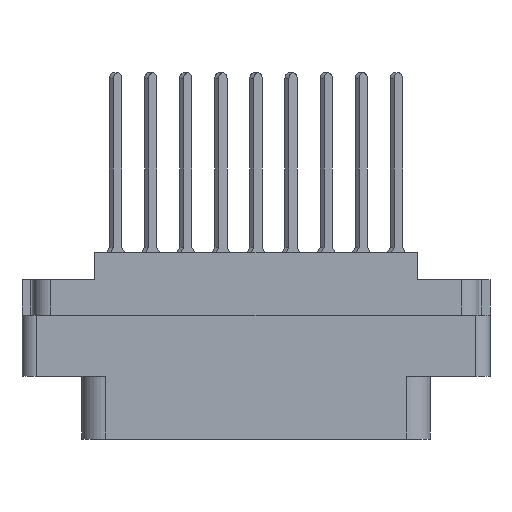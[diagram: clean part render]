
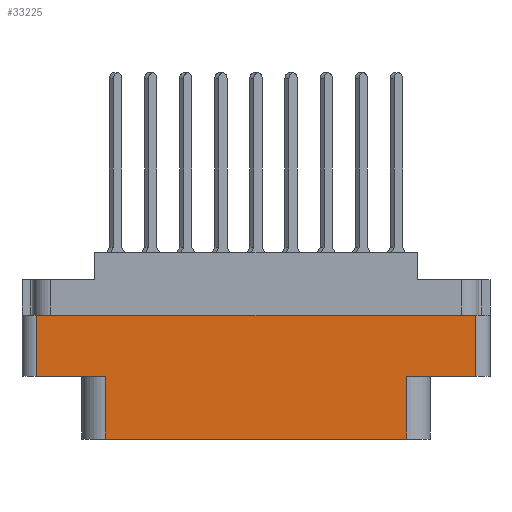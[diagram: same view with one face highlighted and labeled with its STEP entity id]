
A CAD part, front view. The second image highlights one B-rep face of the part: STEP entity #33225.
In plain terms, the highlighted planar face has unit normal (0, -1, 0).
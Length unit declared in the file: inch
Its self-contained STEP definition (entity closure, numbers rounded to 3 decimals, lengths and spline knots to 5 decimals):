
#917 = DIRECTION ( 'NONE',  ( 1., 0., 0. ) ) ;
#1589 = LINE ( 'NONE', #24948, #29789 ) ;
#1604 = VERTEX_POINT ( 'NONE', #31521 ) ;
#4157 = DIRECTION ( 'NONE',  ( 1., 0., 0. ) ) ;
#4462 = ORIENTED_EDGE ( 'NONE', *, *, #33385, .T. ) ;
#4782 = VERTEX_POINT ( 'NONE', #19557 ) ;
#5145 = DIRECTION ( 'NONE',  ( 0., 0., 1. ) ) ;
#5531 = EDGE_CURVE ( 'NONE', #20231, #16058, #22283, .T. ) ;
#6620 = DIRECTION ( 'NONE',  ( 0., 0., -1. ) ) ;
#6804 = FACE_OUTER_BOUND ( 'NONE', #28695, .T. ) ;
#7223 = VECTOR ( 'NONE', #4157, 39.37008 ) ;
#7364 = LINE ( 'NONE', #23728, #27658 ) ;
#7694 = ORIENTED_EDGE ( 'NONE', *, *, #20664, .F. ) ;
#8997 = CARTESIAN_POINT ( 'NONE',  ( -0.644, -0.438, -0.529 ) ) ;
#9347 = CARTESIAN_POINT ( 'NONE',  ( -0.938, -0.438, -0.268 ) ) ;
#9914 = CARTESIAN_POINT ( 'NONE',  ( 0., -0.438, -0.529 ) ) ;
#11342 = CARTESIAN_POINT ( 'NONE',  ( -0.938, -0.438, -0.798 ) ) ;
#12140 = CARTESIAN_POINT ( 'NONE',  ( -0.938, -0.438, -0.529 ) ) ;
#12633 = VERTEX_POINT ( 'NONE', #27514 ) ;
#13121 = CARTESIAN_POINT ( 'NONE',  ( -0.938, -0.438, -0.798 ) ) ;
#13122 = CARTESIAN_POINT ( 'NONE',  ( -0.644, -0.438, -0.529 ) ) ;
#13125 = AXIS2_PLACEMENT_3D ( 'NONE', #13121, #21523, #21627 ) ;
#13432 = VERTEX_POINT ( 'NONE', #9347 ) ;
#13451 = EDGE_CURVE ( 'NONE', #16058, #1604, #14583, .T. ) ;
#13919 = EDGE_CURVE ( 'NONE', #20231, #13432, #25099, .T. ) ;
#14583 = LINE ( 'NONE', #8997, #32689 ) ;
#15059 = ORIENTED_EDGE ( 'NONE', *, *, #18742, .F. ) ;
#15252 = VERTEX_POINT ( 'NONE', #24551 ) ;
#15642 = CARTESIAN_POINT ( 'NONE',  ( 0., -0.438, -0.529 ) ) ;
#16058 = VERTEX_POINT ( 'NONE', #13122 ) ;
#16059 = VERTEX_POINT ( 'NONE', #35707 ) ;
#17846 = CARTESIAN_POINT ( 'NONE',  ( -1., -0.438, -0.268 ) ) ;
#18089 = DIRECTION ( 'NONE',  ( -1., 0., 0. ) ) ;
#18742 = EDGE_CURVE ( 'NONE', #4782, #12633, #32651, .T. ) ;
#19370 = VECTOR ( 'NONE', #5145, 39.37008 ) ;
#19557 = CARTESIAN_POINT ( 'NONE',  ( 0.938, -0.438, -0.529 ) ) ;
#20231 = VERTEX_POINT ( 'NONE', #12140 ) ;
#20664 = EDGE_CURVE ( 'NONE', #13432, #16059, #25427, .T. ) ;
#20809 = CARTESIAN_POINT ( 'NONE',  ( 0.644, -0.438, -0.529 ) ) ;
#21523 = DIRECTION ( 'NONE',  ( 0., -1., 0. ) ) ;
#21627 = DIRECTION ( 'NONE',  ( 0., 0., -1. ) ) ;
#22283 = LINE ( 'NONE', #15642, #7223 ) ;
#22957 = EDGE_CURVE ( 'NONE', #12633, #15252, #32514, .T. ) ;
#23224 = VECTOR ( 'NONE', #917, 39.37008 ) ;
#23488 = ORIENTED_EDGE ( 'NONE', *, *, #28988, .T. ) ;
#23728 = CARTESIAN_POINT ( 'NONE',  ( 0.938, -0.438, -0.798 ) ) ;
#24022 = ORIENTED_EDGE ( 'NONE', *, *, #22957, .F. ) ;
#24076 = VECTOR ( 'NONE', #34386, 39.37008 ) ;
#24551 = CARTESIAN_POINT ( 'NONE',  ( 0.644, -0.438, -0.798 ) ) ;
#24948 = CARTESIAN_POINT ( 'NONE',  ( -0.938, -0.438, -0.798 ) ) ;
#25099 = LINE ( 'NONE', #11342, #19370 ) ;
#25427 = LINE ( 'NONE', #17846, #23224 ) ;
#27514 = CARTESIAN_POINT ( 'NONE',  ( 0.644, -0.438, -0.529 ) ) ;
#27658 = VECTOR ( 'NONE', #29525, 39.37008 ) ;
#28695 = EDGE_LOOP ( 'NONE', ( #28957, #4462, #24022, #15059, #23488, #7694, #35896, #30101 ) ) ;
#28957 = ORIENTED_EDGE ( 'NONE', *, *, #13451, .T. ) ;
#28988 = EDGE_CURVE ( 'NONE', #4782, #16059, #7364, .T. ) ;
#29525 = DIRECTION ( 'NONE',  ( 0., 0., 1. ) ) ;
#29789 = VECTOR ( 'NONE', #36453, 39.37008 ) ;
#30101 = ORIENTED_EDGE ( 'NONE', *, *, #5531, .T. ) ;
#31521 = CARTESIAN_POINT ( 'NONE',  ( -0.644, -0.438, -0.798 ) ) ;
#32514 = LINE ( 'NONE', #20809, #24076 ) ;
#32651 = LINE ( 'NONE', #9914, #35719 ) ;
#32689 = VECTOR ( 'NONE', #6620, 39.37008 ) ;
#33003 = PLANE ( 'NONE',  #13125 ) ;
#33225 = ADVANCED_FACE ( 'NONE', ( #6804 ), #33003, .T. ) ;
#33385 = EDGE_CURVE ( 'NONE', #1604, #15252, #1589, .T. ) ;
#34386 = DIRECTION ( 'NONE',  ( 0., 0., -1. ) ) ;
#35707 = CARTESIAN_POINT ( 'NONE',  ( 0.938, -0.438, -0.268 ) ) ;
#35719 = VECTOR ( 'NONE', #18089, 39.37008 ) ;
#35896 = ORIENTED_EDGE ( 'NONE', *, *, #13919, .F. ) ;
#36453 = DIRECTION ( 'NONE',  ( 1., 0., 0. ) ) ;
